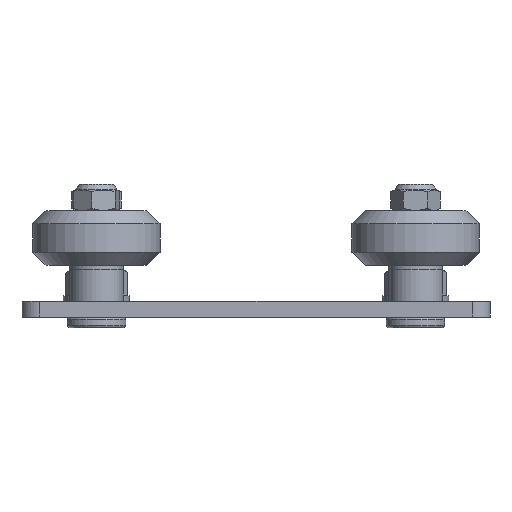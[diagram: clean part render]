
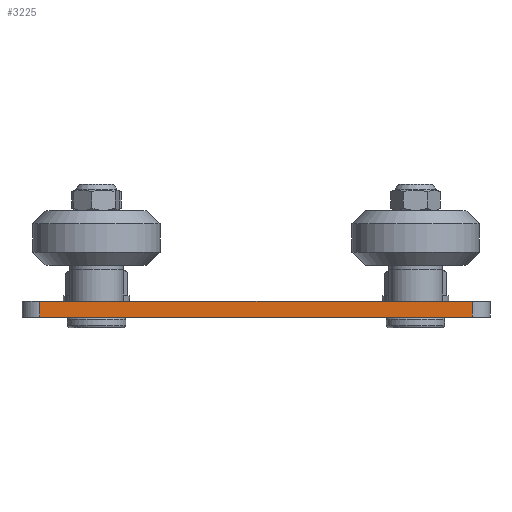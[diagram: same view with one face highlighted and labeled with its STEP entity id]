
A CAD part, left-side view. The second image highlights one B-rep face of the part: STEP entity #3225.
In plain terms, the highlighted planar face has unit normal (-1, 0, 0).
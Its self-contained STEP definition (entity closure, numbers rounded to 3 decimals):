
#158=PLANE($,#3580);
#201=LINE($,#4782,#317);
#221=LINE($,#4962,#337);
#225=LINE($,#4975,#341);
#279=LINE($,#5269,#395);
#317=VECTOR($,#3820,3.);
#337=VECTOR($,#3982,81.24);
#341=VECTOR($,#3996,3.);
#395=VECTOR($,#4360,81.24);
#798=FACE_OUTER_BOUND($,#1091,.T.);
#1091=EDGE_LOOP($,(#2526,#2527,#2528,#2529));
#1525=VERTEX_POINT($,#4775);
#1528=VERTEX_POINT($,#4780);
#1617=VERTEX_POINT($,#4960);
#1621=VERTEX_POINT($,#4973);
#1818=EDGE_CURVE($,#1528,#1525,#201,.T.);
#1908=EDGE_CURVE($,#1617,#1528,#221,.T.);
#1914=EDGE_CURVE($,#1621,#1617,#225,.T.);
#2036=EDGE_CURVE($,#1525,#1621,#279,.T.);
#2526=ORIENTED_EDGE($,*,*,#1818,.F.);
#2527=ORIENTED_EDGE($,*,*,#1908,.F.);
#2528=ORIENTED_EDGE($,*,*,#1914,.F.);
#2529=ORIENTED_EDGE($,*,*,#2036,.F.);
#3225=ADVANCED_FACE($,(#798),#158,.T.);
#3580=AXIS2_PLACEMENT_3D($,#5268,#4358,#4359);
#3820=DIRECTION($,(0.,0.,1.));
#3982=DIRECTION($,(0.,1.,0.));
#3996=DIRECTION($,(0.,0.,-1.));
#4358=DIRECTION('center_axis',(-1.,0.,0.));
#4359=DIRECTION('ref_axis',(0.,-1.,0.));
#4360=DIRECTION($,(0.,-1.,0.));
#4775=CARTESIAN_POINT('',(-63.5,40.62,3.));
#4780=CARTESIAN_POINT('',(-63.5,40.62,0.));
#4782=CARTESIAN_POINT($,(-63.5,40.62,0.));
#4960=CARTESIAN_POINT('',(-63.5,-40.62,0.));
#4962=CARTESIAN_POINT($,(-63.5,-44.,0.));
#4973=CARTESIAN_POINT('',(-63.5,-40.62,3.));
#4975=CARTESIAN_POINT($,(-63.5,-40.62,0.));
#5268=CARTESIAN_POINT('Origin',(-63.5,44.,0.));
#5269=CARTESIAN_POINT($,(-63.5,-44.,3.));
